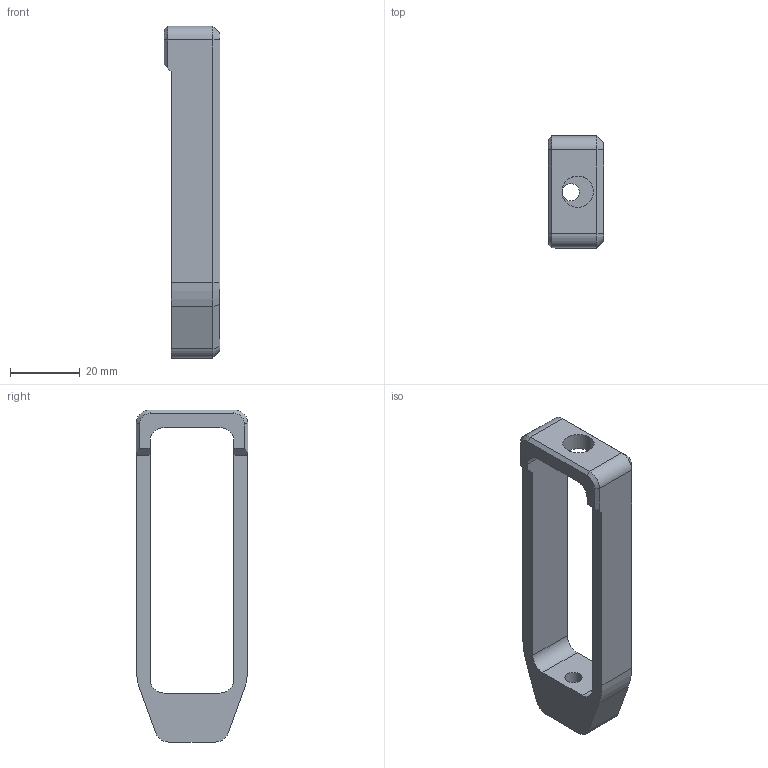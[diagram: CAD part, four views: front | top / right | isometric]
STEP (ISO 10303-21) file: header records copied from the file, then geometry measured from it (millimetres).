
FILE_DESCRIPTION(('STEP AP203'),'1');
FILE_NAME('Box Alu V2.stp','2023-04-12T13:58:28',(' '),(' '),'Spatial InterOp 3D',' ',' ');
FILE_SCHEMA(('CONFIG_CONTROL_DESIGN'));
Length unit declared in the file: millimetre
Products named in the file (1): 1
Bounding box: 16 x 32 x 95 mm (x, y, z)
Volume: 14755 mm3; surface area: 8300.1 mm2
Topology: 1 solids, 1 shells, 44 faces, 115 edges, 72 vertices
Faces by surface type: plane 24, cylinder 12, cone 8
Full cylindrical faces by diameter (mm): 5 x1, 9 x1
Entity records: 1367 total; most frequent: DIRECTION 233, CARTESIAN_POINT 226, ORIENTED_EDGE 222, EDGE_CURVE 111, LINE 79, VECTOR 79, AXIS2_PLACEMENT_3D 77, VERTEX_POINT 70
